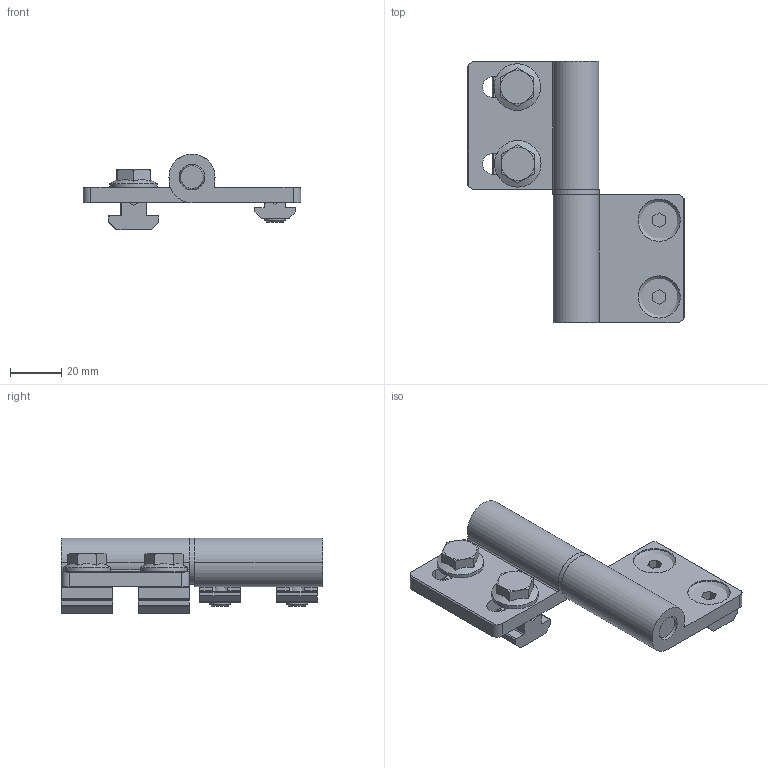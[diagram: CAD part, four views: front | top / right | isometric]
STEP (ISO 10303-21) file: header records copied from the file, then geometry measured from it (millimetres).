
FILE_DESCRIPTION(/* description */ (''),/* implementation_level */ '2;1');
FILE_NAME(/* name */ '1025811.stp',/* time_stamp */ '2024-07-24T08:19:31+02:00',/* author */ ('Bo'),/* organization */ (''),/* preprocessor_version */ 'ST-DEVELOPER v20',/* originating_system */ 'Autodesk Inventor 2025',/* authorisation */ ' ');
FILE_SCHEMA (('AUTOMOTIVE_DESIGN { 1 0 10303 214 3 1 1 }'));
Length unit declared in the file: millimetre
Products named in the file (13): 1025811; 1025811-1; 1025811-2; 1025811-3; 1025811-4; 1025811-5; 1025811-6; 1025811-7; 1025811-8; 1025811-9; 1025811-10; 1025811-11; 1025811-12
Assembly tree (12 placements, depth 2):
  1025811
    1025811-1
    1025811-2
    1025811-3
    1025811-4
    1025811-5
    1025811-6
    1025811-7
    1025811-8
    1025811-9
    1025811-10
    1025811-11
    1025811-12
Bounding box: 85 x 102 x 29.6 mm (x, y, z)
Volume: 58867.5 mm3; surface area: 30284.7 mm2
Topology: 12 solids, 12 shells, 1262 faces, 2893 edges, 1655 vertices
Faces by surface type: plane 932, cylinder 294, cone 36
Full cylindrical faces by diameter (mm): 6.647 x4, 8 x4, 8.4 x2, 10 x4, 10.1 x1, 16 x2, 16.5 x2, 18 x1, 18.2 x2
Entity records: 35503 total; most frequent: DIRECTION 6466, CARTESIAN_POINT 6123, ORIENTED_EDGE 5786, EDGE_CURVE 2893, AXIS2_PLACEMENT_3D 2346, LINE 1774, VECTOR 1774, VERTEX_POINT 1655
